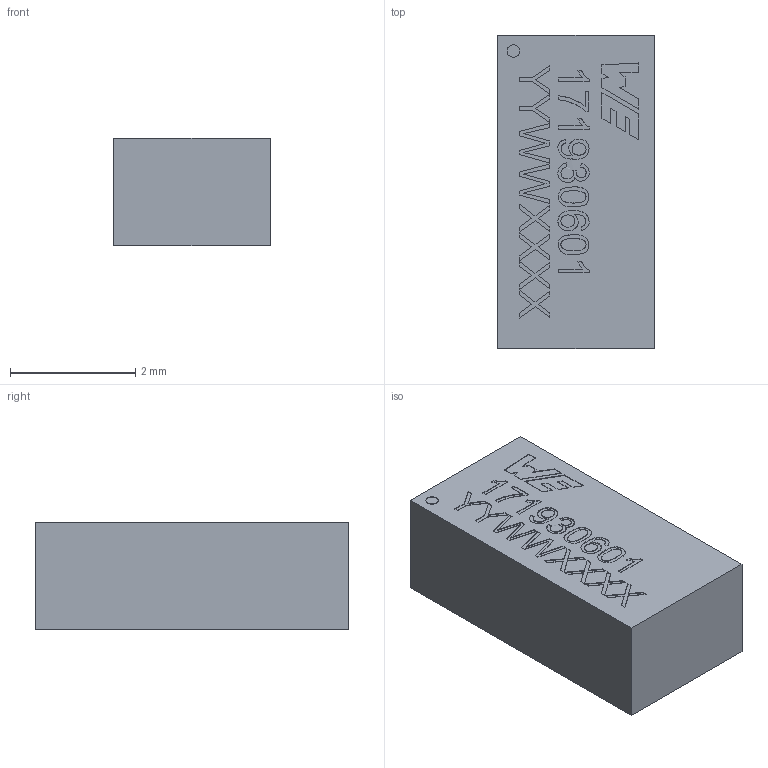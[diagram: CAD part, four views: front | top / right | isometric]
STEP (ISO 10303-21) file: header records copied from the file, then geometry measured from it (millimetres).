
FILE_DESCRIPTION(/* description */ ('Unknown'),/* implementation_level */ '2;1');
FILE_NAME(/* name */ 'U_Wurth_WPME-VDMM_171930601',/* time_stamp */ '2024-10-24T17:54:29+08:00',/* author */ ('Unknown'),/* organization */ ('Unknown'),/* preprocessor_version */ 'ST-DEVELOPER v16.7',/* originating_system */ 'Solid Edge',/* authorisation */ 'Unknown');
FILE_SCHEMA (('AUTOMOTIVE_DESIGN {1 0 10303 214 3 1 1}'));
Length unit declared in the file: millimetre
Products named in the file (1): U_Wurth_WPME-VDMM_171930601
Bounding box: 2.5 x 5 x 1.71 mm (x, y, z)
Volume: 21.4 mm3; surface area: 51.1 mm2
Topology: 1 solids, 1 shells, 195 faces, 505 edges, 336 vertices
Faces by surface type: plane 142, bspline 49, cylinder 4
Full cylindrical faces by diameter (mm): 0.201 x1
Entity records: 7837 total; most frequent: CARTESIAN_POINT 2028, ORIENTED_EDGE 996, DIRECTION 700, EDGE_CURVE 498, LINE 390, VECTOR 390, VERTEX_POINT 336, EDGE_LOOP 226
